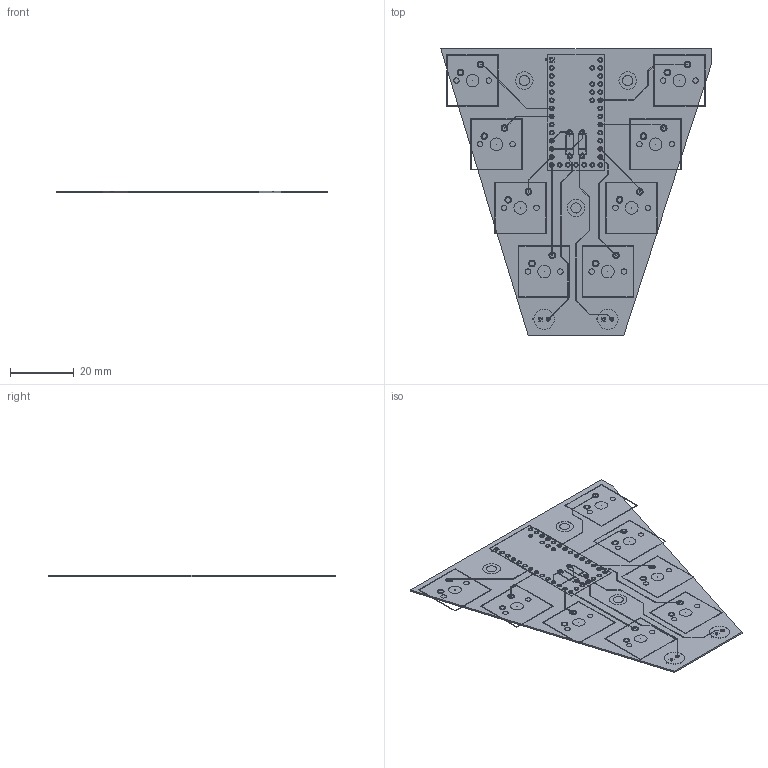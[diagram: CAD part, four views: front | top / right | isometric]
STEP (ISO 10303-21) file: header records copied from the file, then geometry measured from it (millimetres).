
FILE_DESCRIPTION(('Open CASCADE Model'),'2;1');
FILE_NAME('Open CASCADE Shape Model','2020-03-29T16:10:25',('Author'),( 'Open CASCADE'),'Open CASCADE STEP processor 6.9','Open CASCADE 6.9' ,'Unknown');
FILE_SCHEMA(('AUTOMOTIVE_DESIGN { 1 0 10303 214 1 1 1 1 }'));
Length unit declared in the file: millimetre
Products named in the file (421): Open CASCADE STEP translator 6.9 1; Open CASCADE STEP translator 6.9 2; Open CASCADE STEP translator 6.9 3; Open CASCADE STEP translator 6.9 4; Open CASCADE STEP translator 6.9 5; Open CASCADE STEP translator 6.9 6; Open CASCADE STEP translator 6.9 7; Open CASCADE STEP translator 6.9 8; Open CASCADE STEP translator 6.9 9; Open CASCADE STEP translator 6.9 10; Open CASCADE STEP translator 6.9 11; Open CASCADE STEP translator 6.9 12; Open CASCADE STEP translator 6.9 13; Open CASCADE STEP translator 6.9 14; Open CASCADE STEP translator 6.9 15; Open CASCADE STEP translator 6.9 16; Open CASCADE STEP translator 6.9 17; Open CASCADE STEP translator 6.9 18; Open CASCADE STEP translator 6.9 19; Open CASCADE STEP translator 6.9 20; Open CASCADE STEP translator 6.9 21; Open CASCADE STEP translator 6.9 22; Open CASCADE STEP translator 6.9 23; Open CASCADE STEP translator 6.9 24; Open CASCADE STEP translator 6.9 25; Open CASCADE STEP translator 6.9 26; Open CASCADE STEP translator 6.9 27; Open CASCADE STEP translator 6.9 28; Open CASCADE STEP translator 6.9 29; Open CASCADE STEP translator 6.9 30; Open CASCADE STEP translator 6.9 31; Open CASCADE STEP translator 6.9 32; Open CASCADE STEP translator 6.9 33; Open CASCADE STEP translator 6.9 34; Open CASCADE STEP translator 6.9 35; Open CASCADE STEP translator 6.9 36; Open CASCADE STEP translator 6.9 37; Open CASCADE STEP translator 6.9 38; Open CASCADE STEP translator 6.9 39; Open CASCADE STEP translator 6.9 40 ...
Bounding box: 85 x 90 x 0.6 mm (x, y, z)
Volume: 2817.7 mm3; surface area: 12713.5 mm2
Topology: 421 solids, 421 shells, 1520 faces, 2034 edges, 1356 vertices
Faces by surface type: plane 1171, cylinder 349
Full cylindrical faces by diameter (mm): 0.043 x8, 0.08 x16, 0.15 x16, 0.203 x90, 0.3 x4, 0.4 x2, 0.5 x1, 0.7 x4, 0.95 x37, 1.05 x4, 1.2 x4, 1.45 x72, 1.499 x16, 1.6 x8, 1.702 x16, 2.099 x32, 3.2 x3, 3.988 x8, 5.5 x6, 6.4 x2
Entity records: 65562 total; most frequent: DIRECTION 9842, CARTESIAN_POINT 8979, LINE 4706, VECTOR 4706, ORIENTED_EDGE 4068, PCURVE 4068, DEFINITIONAL_REPRESENTATION 4068, AXIS2_PLACEMENT_3D 2219
